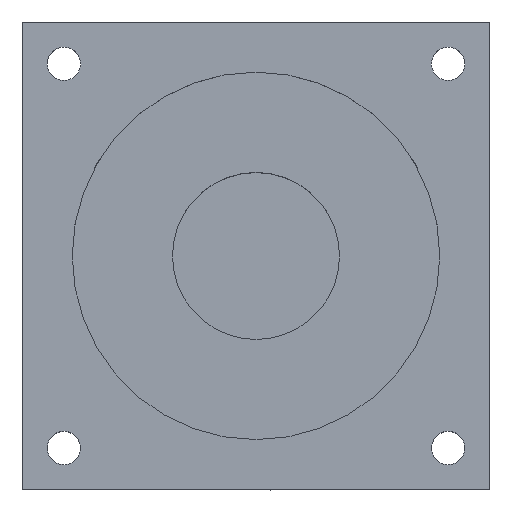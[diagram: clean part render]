
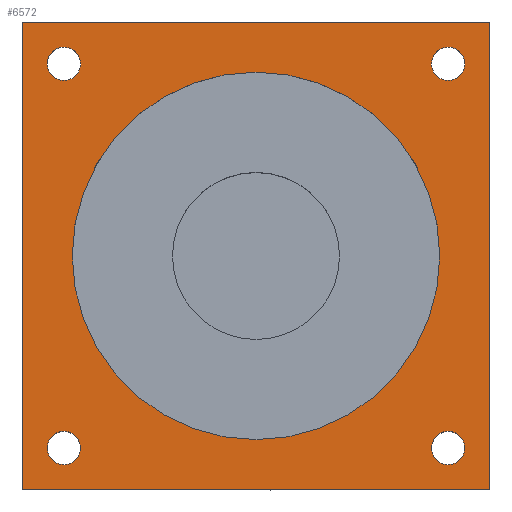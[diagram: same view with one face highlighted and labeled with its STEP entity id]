
A CAD part, top view. The second image highlights one B-rep face of the part: STEP entity #6572.
In plain terms, the highlighted planar face has unit normal (0, 0, 1).
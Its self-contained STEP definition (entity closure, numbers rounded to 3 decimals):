
#166 = DIRECTION ( 'NONE',  ( 1., 0., 0. ) ) ;
#300 = VERTEX_POINT ( 'NONE', #10910 ) ;
#607 = VECTOR ( 'NONE', #5193, 1000. ) ;
#798 = ORIENTED_EDGE ( 'NONE', *, *, #9198, .T. ) ;
#827 = DIRECTION ( 'NONE',  ( 0., 0., 1. ) ) ;
#953 = ORIENTED_EDGE ( 'NONE', *, *, #12873, .F. ) ;
#1032 = CARTESIAN_POINT ( 'NONE',  ( 0., 0., 8. ) ) ;
#1088 = VERTEX_POINT ( 'NONE', #8032 ) ;
#1102 = CARTESIAN_POINT ( 'NONE',  ( -11., 0., 8. ) ) ;
#1152 = EDGE_CURVE ( 'NONE', #6633, #5908, #1966, .T. ) ;
#1195 = CARTESIAN_POINT ( 'NONE',  ( 11.5, -11.5, 8. ) ) ;
#1198 = CARTESIAN_POINT ( 'NONE',  ( 14., -14., 8. ) ) ;
#1221 = VERTEX_POINT ( 'NONE', #1337 ) ;
#1336 = AXIS2_PLACEMENT_3D ( 'NONE', #1195, #5396, #9601 ) ;
#1337 = CARTESIAN_POINT ( 'NONE',  ( -12.5, -11.5, 8. ) ) ;
#1559 = EDGE_LOOP ( 'NONE', ( #8866, #2947 ) ) ;
#1750 = DIRECTION ( 'NONE',  ( 1., 0., 0. ) ) ;
#1825 = CARTESIAN_POINT ( 'NONE',  ( -11.5, -11.5, 8. ) ) ;
#1890 = CARTESIAN_POINT ( 'NONE',  ( -11.5, 11.5, 8. ) ) ;
#1966 = LINE ( 'NONE', #12360, #8123 ) ;
#1977 = FACE_BOUND ( 'NONE', #4121, .T. ) ;
#2058 = AXIS2_PLACEMENT_3D ( 'NONE', #11087, #3857, #8052 ) ;
#2100 = CARTESIAN_POINT ( 'NONE',  ( 14., 14., 8. ) ) ;
#2125 = AXIS2_PLACEMENT_3D ( 'NONE', #8365, #9534, #2303 ) ;
#2303 = DIRECTION ( 'NONE',  ( 1., 0., 0. ) ) ;
#2443 = CIRCLE ( 'NONE', #11675, 1. ) ;
#2454 = EDGE_CURVE ( 'NONE', #3821, #7941, #5740, .T. ) ;
#2575 = EDGE_LOOP ( 'NONE', ( #5269, #6370, #798, #2797 ) ) ;
#2637 = DIRECTION ( 'NONE',  ( 0., 0., 1. ) ) ;
#2787 = AXIS2_PLACEMENT_3D ( 'NONE', #1890, #4917, #1750 ) ;
#2797 = ORIENTED_EDGE ( 'NONE', *, *, #5229, .T. ) ;
#2947 = ORIENTED_EDGE ( 'NONE', *, *, #5623, .F. ) ;
#2991 = DIRECTION ( 'NONE',  ( 1., 0., 0. ) ) ;
#3011 = DIRECTION ( 'NONE',  ( 1., 0., 0. ) ) ;
#3213 = VERTEX_POINT ( 'NONE', #8799 ) ;
#3606 = CARTESIAN_POINT ( 'NONE',  ( -11.5, 11.5, 8. ) ) ;
#3765 = VERTEX_POINT ( 'NONE', #5886 ) ;
#3821 = VERTEX_POINT ( 'NONE', #9064 ) ;
#3857 = DIRECTION ( 'NONE',  ( 0., 0., 1. ) ) ;
#3877 = CARTESIAN_POINT ( 'NONE',  ( -11.5, -11.5, 8. ) ) ;
#4118 = EDGE_CURVE ( 'NONE', #5908, #7404, #11537, .T. ) ;
#4121 = EDGE_LOOP ( 'NONE', ( #10483, #12087 ) ) ;
#4170 = VERTEX_POINT ( 'NONE', #8367 ) ;
#4361 = FACE_BOUND ( 'NONE', #12513, .T. ) ;
#4587 = ORIENTED_EDGE ( 'NONE', *, *, #12514, .F. ) ;
#4662 = CARTESIAN_POINT ( 'NONE',  ( 11.5, 11.5, 8. ) ) ;
#4667 = CIRCLE ( 'NONE', #8640, 1. ) ;
#4917 = DIRECTION ( 'NONE',  ( 0., 0., 1. ) ) ;
#4946 = ORIENTED_EDGE ( 'NONE', *, *, #5834, .F. ) ;
#4982 = CIRCLE ( 'NONE', #1336, 1. ) ;
#5062 = EDGE_CURVE ( 'NONE', #7941, #3821, #6954, .T. ) ;
#5193 = DIRECTION ( 'NONE',  ( -1., 0., 0. ) ) ;
#5228 = DIRECTION ( 'NONE',  ( 1., 0., 0. ) ) ;
#5229 = EDGE_CURVE ( 'NONE', #3213, #6633, #9873, .T. ) ;
#5269 = ORIENTED_EDGE ( 'NONE', *, *, #1152, .T. ) ;
#5396 = DIRECTION ( 'NONE',  ( 0., 0., 1. ) ) ;
#5463 = DIRECTION ( 'NONE',  ( 1., 0., 0. ) ) ;
#5576 = AXIS2_PLACEMENT_3D ( 'NONE', #1032, #827, #5228 ) ;
#5623 = EDGE_CURVE ( 'NONE', #1221, #4170, #6301, .T. ) ;
#5643 = EDGE_LOOP ( 'NONE', ( #10756, #10550 ) ) ;
#5645 = AXIS2_PLACEMENT_3D ( 'NONE', #1825, #9266, #2991 ) ;
#5740 = CIRCLE ( 'NONE', #6835, 1. ) ;
#5834 = EDGE_CURVE ( 'NONE', #12118, #3765, #9170, .T. ) ;
#5886 = CARTESIAN_POINT ( 'NONE',  ( 12.5, -11.5, 8. ) ) ;
#5908 = VERTEX_POINT ( 'NONE', #2100 ) ;
#5987 = EDGE_CURVE ( 'NONE', #3765, #12118, #4982, .T. ) ;
#6108 = FACE_BOUND ( 'NONE', #1559, .T. ) ;
#6301 = CIRCLE ( 'NONE', #5645, 1. ) ;
#6362 = PLANE ( 'NONE',  #7092 ) ;
#6370 = ORIENTED_EDGE ( 'NONE', *, *, #4118, .T. ) ;
#6405 = CARTESIAN_POINT ( 'NONE',  ( -12.5, 11.5, 8. ) ) ;
#6572 = ADVANCED_FACE ( 'NONE', ( #6108, #7605, #4361, #7534, #1977, #9285 ), #6362, .T. ) ;
#6633 = VERTEX_POINT ( 'NONE', #1198 ) ;
#6685 = AXIS2_PLACEMENT_3D ( 'NONE', #11592, #11655, #166 ) ;
#6788 = ORIENTED_EDGE ( 'NONE', *, *, #5987, .F. ) ;
#6835 = AXIS2_PLACEMENT_3D ( 'NONE', #3606, #2637, #8983 ) ;
#6954 = CIRCLE ( 'NONE', #2787, 1. ) ;
#7092 = AXIS2_PLACEMENT_3D ( 'NONE', #11799, #7209, #3011 ) ;
#7209 = DIRECTION ( 'NONE',  ( 0., 0., 1. ) ) ;
#7351 = CIRCLE ( 'NONE', #6685, 11. ) ;
#7404 = VERTEX_POINT ( 'NONE', #9060 ) ;
#7534 = FACE_BOUND ( 'NONE', #5643, .T. ) ;
#7605 = FACE_BOUND ( 'NONE', #11544, .T. ) ;
#7941 = VERTEX_POINT ( 'NONE', #6405 ) ;
#8032 = CARTESIAN_POINT ( 'NONE',  ( 10.5, 11.5, 8. ) ) ;
#8052 = DIRECTION ( 'NONE',  ( 1., 0., 0. ) ) ;
#8123 = VECTOR ( 'NONE', #12225, 1000. ) ;
#8365 = CARTESIAN_POINT ( 'NONE',  ( 11.5, -11.5, 8. ) ) ;
#8367 = CARTESIAN_POINT ( 'NONE',  ( -10.5, -11.5, 8. ) ) ;
#8377 = CARTESIAN_POINT ( 'NONE',  ( -14., 14., 8. ) ) ;
#8514 = LINE ( 'NONE', #8377, #10196 ) ;
#8600 = DIRECTION ( 'NONE',  ( 0., 0., 1. ) ) ;
#8640 = AXIS2_PLACEMENT_3D ( 'NONE', #4662, #8600, #13060 ) ;
#8695 = EDGE_CURVE ( 'NONE', #10123, #11322, #8883, .T. ) ;
#8799 = CARTESIAN_POINT ( 'NONE',  ( -14., -14., 8. ) ) ;
#8866 = ORIENTED_EDGE ( 'NONE', *, *, #13470, .F. ) ;
#8883 = CIRCLE ( 'NONE', #5576, 11. ) ;
#8983 = DIRECTION ( 'NONE',  ( 1., 0., 0. ) ) ;
#9060 = CARTESIAN_POINT ( 'NONE',  ( -14., 14., 8. ) ) ;
#9064 = CARTESIAN_POINT ( 'NONE',  ( -10.5, 11.5, 8. ) ) ;
#9170 = CIRCLE ( 'NONE', #2125, 1. ) ;
#9198 = EDGE_CURVE ( 'NONE', #7404, #3213, #8514, .T. ) ;
#9266 = DIRECTION ( 'NONE',  ( 0., 0., 1. ) ) ;
#9285 = FACE_OUTER_BOUND ( 'NONE', #2575, .T. ) ;
#9534 = DIRECTION ( 'NONE',  ( 0., 0., 1. ) ) ;
#9601 = DIRECTION ( 'NONE',  ( 1., 0., 0. ) ) ;
#9677 = CARTESIAN_POINT ( 'NONE',  ( -14., 14., 8. ) ) ;
#9797 = EDGE_CURVE ( 'NONE', #11322, #10123, #7351, .T. ) ;
#9838 = VECTOR ( 'NONE', #5463, 1000. ) ;
#9873 = LINE ( 'NONE', #12882, #9838 ) ;
#9929 = CARTESIAN_POINT ( 'NONE',  ( 11., 0., 8. ) ) ;
#10123 = VERTEX_POINT ( 'NONE', #1102 ) ;
#10134 = DIRECTION ( 'NONE',  ( 1., 0., 0. ) ) ;
#10196 = VECTOR ( 'NONE', #12701, 1000. ) ;
#10406 = CIRCLE ( 'NONE', #2058, 1. ) ;
#10483 = ORIENTED_EDGE ( 'NONE', *, *, #9797, .F. ) ;
#10550 = ORIENTED_EDGE ( 'NONE', *, *, #5062, .F. ) ;
#10756 = ORIENTED_EDGE ( 'NONE', *, *, #2454, .F. ) ;
#10910 = CARTESIAN_POINT ( 'NONE',  ( 12.5, 11.5, 8. ) ) ;
#11087 = CARTESIAN_POINT ( 'NONE',  ( 11.5, 11.5, 8. ) ) ;
#11322 = VERTEX_POINT ( 'NONE', #9929 ) ;
#11537 = LINE ( 'NONE', #9677, #607 ) ;
#11544 = EDGE_LOOP ( 'NONE', ( #6788, #4946 ) ) ;
#11592 = CARTESIAN_POINT ( 'NONE',  ( 0., 0., 8. ) ) ;
#11655 = DIRECTION ( 'NONE',  ( 0., 0., 1. ) ) ;
#11675 = AXIS2_PLACEMENT_3D ( 'NONE', #3877, #12199, #10134 ) ;
#11799 = CARTESIAN_POINT ( 'NONE',  ( 0., 0., 8. ) ) ;
#12087 = ORIENTED_EDGE ( 'NONE', *, *, #8695, .F. ) ;
#12118 = VERTEX_POINT ( 'NONE', #12399 ) ;
#12199 = DIRECTION ( 'NONE',  ( 0., 0., 1. ) ) ;
#12225 = DIRECTION ( 'NONE',  ( 0., 1., 0. ) ) ;
#12360 = CARTESIAN_POINT ( 'NONE',  ( 14., 14., 8. ) ) ;
#12399 = CARTESIAN_POINT ( 'NONE',  ( 10.5, -11.5, 8. ) ) ;
#12513 = EDGE_LOOP ( 'NONE', ( #953, #4587 ) ) ;
#12514 = EDGE_CURVE ( 'NONE', #1088, #300, #10406, .T. ) ;
#12701 = DIRECTION ( 'NONE',  ( 0., -1., 0. ) ) ;
#12873 = EDGE_CURVE ( 'NONE', #300, #1088, #4667, .T. ) ;
#12882 = CARTESIAN_POINT ( 'NONE',  ( -14., -14., 8. ) ) ;
#13060 = DIRECTION ( 'NONE',  ( 1., 0., 0. ) ) ;
#13470 = EDGE_CURVE ( 'NONE', #4170, #1221, #2443, .T. ) ;
